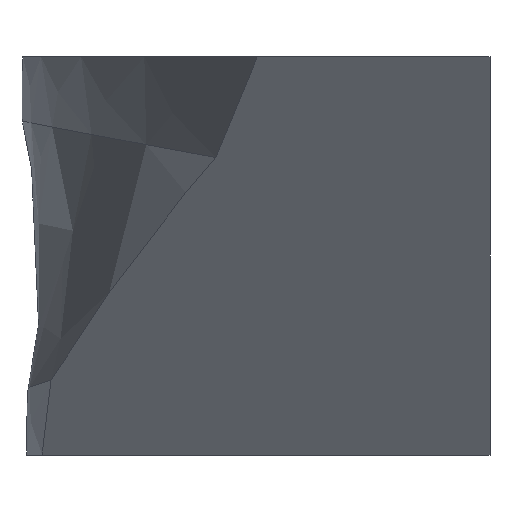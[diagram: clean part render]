
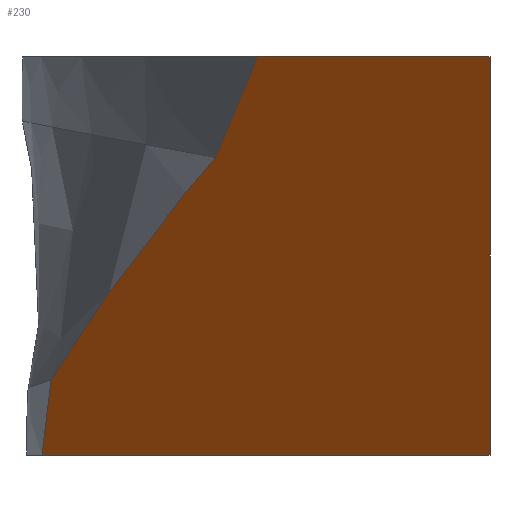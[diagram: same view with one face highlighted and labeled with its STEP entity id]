
A CAD part, front view. The second image highlights one B-rep face of the part: STEP entity #230.
In plain terms, the highlighted planar face has unit normal (0, -0.766, -0.643).
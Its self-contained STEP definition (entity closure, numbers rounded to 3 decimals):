
#15=LINE('',#379,#31);
#18=LINE('',#385,#34);
#21=LINE('',#412,#37);
#31=VECTOR('',#266,10.);
#34=VECTOR('',#271,10.);
#37=VECTOR('',#276,10.);
#49=PLANE('',#255);
#59=FACE_OUTER_BOUND('',#71,.T.);
#71=EDGE_LOOP('',(#169,#170,#171,#172,#173,#174,#175,#176));
#80=B_SPLINE_CURVE_WITH_KNOTS('',3,(#337,#338,#339,#340,#341,#342,#343,
#344,#345,#346),.UNSPECIFIED.,.F.,.F.,(4,3,3,4),(-8.987,-6.131,
-2.457,0.),.UNSPECIFIED.);
#85=B_SPLINE_CURVE_WITH_KNOTS('',3,(#392,#393,#394,#395),.UNSPECIFIED.,
 .F.,.F.,(4,4),(-9.966,-0.093),.UNSPECIFIED.);
#86=B_SPLINE_CURVE_WITH_KNOTS('',3,(#397,#398,#399,#400),.UNSPECIFIED.,
 .F.,.F.,(4,4),(-8.313,-0.001),.UNSPECIFIED.);
#87=B_SPLINE_CURVE_WITH_KNOTS('',3,(#402,#403,#404,#405,#406,#407,#408,
#409,#410,#411),.UNSPECIFIED.,.F.,.F.,(4,3,3,4),(-10.191,-6.096,
-5.065,-3.781),.UNSPECIFIED.);
#88=B_SPLINE_CURVE_WITH_KNOTS('',3,(#413,#414,#415,#416),.UNSPECIFIED.,
 .F.,.F.,(4,4),(-21.67,-18.111),.UNSPECIFIED.);
#98=VERTEX_POINT('',#335);
#99=VERTEX_POINT('',#336);
#103=VERTEX_POINT('',#378);
#105=VERTEX_POINT('',#384);
#107=VERTEX_POINT('',#390);
#108=VERTEX_POINT('',#391);
#109=VERTEX_POINT('',#396);
#110=VERTEX_POINT('',#401);
#122=EDGE_CURVE('',#98,#99,#80,.T.);
#127=EDGE_CURVE('',#103,#98,#15,.T.);
#130=EDGE_CURVE('',#105,#103,#18,.T.);
#133=EDGE_CURVE('',#107,#108,#85,.T.);
#134=EDGE_CURVE('',#107,#109,#86,.T.);
#135=EDGE_CURVE('',#109,#110,#87,.T.);
#136=EDGE_CURVE('',#110,#105,#21,.T.);
#137=EDGE_CURVE('',#99,#108,#88,.T.);
#169=ORIENTED_EDGE('',*,*,#133,.F.);
#170=ORIENTED_EDGE('',*,*,#134,.T.);
#171=ORIENTED_EDGE('',*,*,#135,.T.);
#172=ORIENTED_EDGE('',*,*,#136,.T.);
#173=ORIENTED_EDGE('',*,*,#130,.T.);
#174=ORIENTED_EDGE('',*,*,#127,.T.);
#175=ORIENTED_EDGE('',*,*,#122,.T.);
#176=ORIENTED_EDGE('',*,*,#137,.T.);
#230=ADVANCED_FACE('',(#59),#49,.F.);
#255=AXIS2_PLACEMENT_3D('',#389,#274,#275);
#266=DIRECTION('',(-1.,0.,0.));
#271=DIRECTION('',(0.,-0.643,0.766));
#274=DIRECTION('center_axis',(0.,0.766,0.643));
#275=DIRECTION('ref_axis',(-1.,0.,0.));
#276=DIRECTION('',(1.,0.,0.));
#335=CARTESIAN_POINT('',(-243.211,-119.531,112.667));
#336=CARTESIAN_POINT('',(-270.354,-64.461,47.037));
#337=CARTESIAN_POINT('Ctrl Pts',(-243.211,-119.531,112.667));
#338=CARTESIAN_POINT('Ctrl Pts',(-246.207,-113.721,105.744));
#339=CARTESIAN_POINT('Ctrl Pts',(-249.165,-107.904,98.811));
#340=CARTESIAN_POINT('Ctrl Pts',(-252.085,-102.079,91.869));
#341=CARTESIAN_POINT('Ctrl Pts',(-255.84,-94.587,82.941));
#342=CARTESIAN_POINT('Ctrl Pts',(-259.533,-87.083,73.997));
#343=CARTESIAN_POINT('Ctrl Pts',(-263.162,-79.565,65.039));
#344=CARTESIAN_POINT('Ctrl Pts',(-265.589,-74.536,59.045));
#345=CARTESIAN_POINT('Ctrl Pts',(-267.988,-69.501,53.045));
#346=CARTESIAN_POINT('Ctrl Pts',(-270.358,-64.461,47.038));
#378=CARTESIAN_POINT('',(-91.265,-119.531,112.667));
#379=CARTESIAN_POINT('',(-270.632,-119.531,112.667));
#384=CARTESIAN_POINT('',(-91.265,98.635,-147.333));
#385=CARTESIAN_POINT('',(-91.265,99.228,-148.04));
#389=CARTESIAN_POINT('Origin',(-290.,42.146,-80.011));
#390=CARTESIAN_POINT('',(-340.,9.596,-41.22));
#391=CARTESIAN_POINT('',(-290.,-45.08,23.941));
#392=CARTESIAN_POINT('Ctrl Pts',(-340.,9.596,-41.22));
#393=CARTESIAN_POINT('Ctrl Pts',(-324.322,-8.916,-19.159));
#394=CARTESIAN_POINT('Ctrl Pts',(-307.62,-27.213,2.647));
#395=CARTESIAN_POINT('Ctrl Pts',(-290.,-45.08,23.941));
#396=CARTESIAN_POINT('',(-378.015,57.605,-98.435));
#397=CARTESIAN_POINT('Ctrl Pts',(-340.,9.596,-41.22));
#398=CARTESIAN_POINT('Ctrl Pts',(-353.381,25.395,-60.049));
#399=CARTESIAN_POINT('Ctrl Pts',(-366.152,41.508,-79.252));
#400=CARTESIAN_POINT('Ctrl Pts',(-378.015,57.605,-98.435));
#401=CARTESIAN_POINT('',(-383.821,98.635,-147.333));
#402=CARTESIAN_POINT('Ctrl Pts',(-378.015,57.605,-98.435));
#403=CARTESIAN_POINT('Ctrl Pts',(-379.378,66.334,-108.838));
#404=CARTESIAN_POINT('Ctrl Pts',(-380.662,75.069,-119.248));
#405=CARTESIAN_POINT('Ctrl Pts',(-381.863,83.809,-129.663));
#406=CARTESIAN_POINT('Ctrl Pts',(-382.166,86.01,-132.286));
#407=CARTESIAN_POINT('Ctrl Pts',(-382.463,88.211,-134.908));
#408=CARTESIAN_POINT('Ctrl Pts',(-382.755,90.412,-137.531));
#409=CARTESIAN_POINT('Ctrl Pts',(-383.119,93.153,-140.798));
#410=CARTESIAN_POINT('Ctrl Pts',(-383.474,95.894,-144.065));
#411=CARTESIAN_POINT('Ctrl Pts',(-383.821,98.636,-147.333));
#412=CARTESIAN_POINT('',(-270.632,98.635,-147.333));
#413=CARTESIAN_POINT('Ctrl Pts',(-270.354,-64.461,47.037));
#414=CARTESIAN_POINT('Ctrl Pts',(-277.04,-58.042,39.388));
#415=CARTESIAN_POINT('Ctrl Pts',(-283.588,-51.582,31.689));
#416=CARTESIAN_POINT('Ctrl Pts',(-290.,-45.08,23.941));
